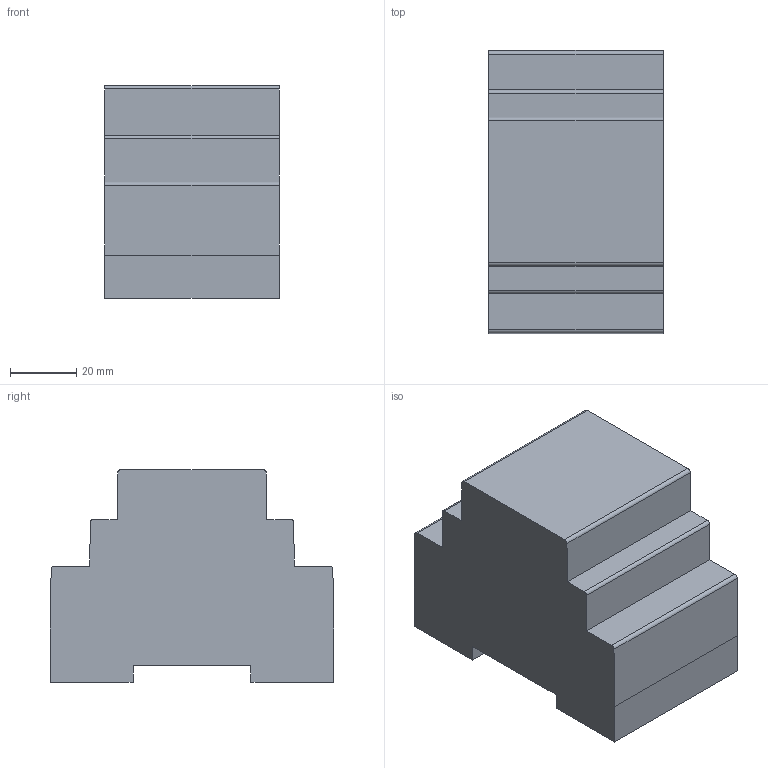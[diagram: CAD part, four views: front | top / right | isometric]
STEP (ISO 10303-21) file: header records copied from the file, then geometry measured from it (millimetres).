
FILE_DESCRIPTION (( 'STEP AP214' ), '1' );
FILE_NAME ('TR1224PTC.STEP', '2021-07-30T08:43:45', ( '' ), ( '' ), 'SwSTEP 2.0', 'SolidWorks 2020', '' );
FILE_SCHEMA (( 'AUTOMOTIVE_DESIGN' ));
Length unit declared in the file: millimetre
Products named in the file (2): TR1224PTC
Assembly tree (1 placements, depth 2):
  TR1224PTC
    TR1224PTC
Bounding box: 52.5 x 85.3 x 64 mm (x, y, z)
Volume: 227552.7 mm3; surface area: 24690.6 mm2
Topology: 1 solids, 1 shells, 26 faces, 72 edges, 48 vertices
Faces by surface type: plane 20, cylinder 6
Entity records: 894 total; most frequent: CARTESIAN_POINT 150, ORIENTED_EDGE 144, DIRECTION 144, EDGE_CURVE 72, LINE 60, VECTOR 60, VERTEX_POINT 48, AXIS2_PLACEMENT_3D 42
